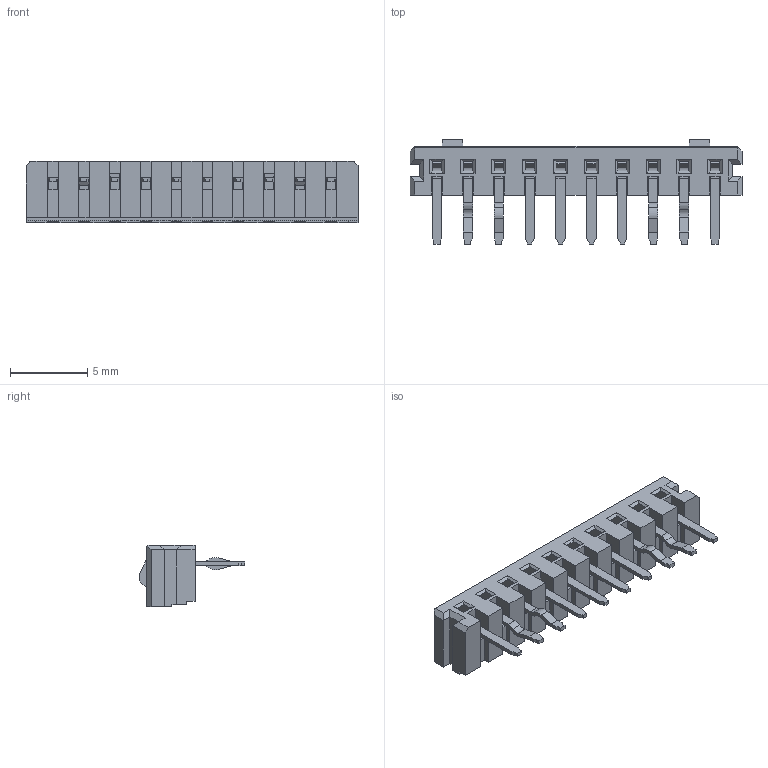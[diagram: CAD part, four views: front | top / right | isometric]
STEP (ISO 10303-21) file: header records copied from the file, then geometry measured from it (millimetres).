
FILE_DESCRIPTION((''),'2;1');
FILE_NAME('524181010','2013-09-26T',('me'),(''),'PRO/ENGINEER BY PARAMETRIC TECHNOLOGY CORPORATION, 2011490','PRO/ENGINEER BY PARAMETRIC TECHNOLOGY CORPORATION, 2011490','');
FILE_SCHEMA(('CONFIG_CONTROL_DESIGN'));
Length unit declared in the file: millimetre
Products named in the file (1): 524181010
Bounding box: 21.5 x 6.8 x 4 mm (x, y, z)
Volume: 214.8 mm3; surface area: 722.6 mm2
Topology: 1 solids, 1 shells, 566 faces, 1748 edges, 1156 vertices
Faces by surface type: plane 500, cylinder 66
Entity records: 19257 total; most frequent: ORIENTED_EDGE 3456, CARTESIAN_POINT 3451, DIRECTION 3034, EDGE_CURVE 1728, VECTOR 1596, LINE 1596, VERTEX_POINT 1136, AXIS2_PLACEMENT_3D 719
